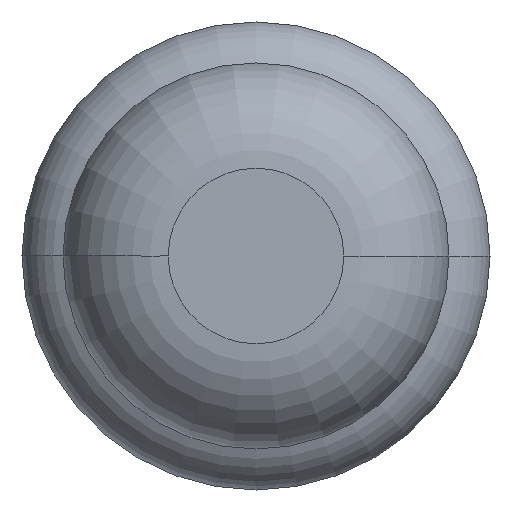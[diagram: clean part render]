
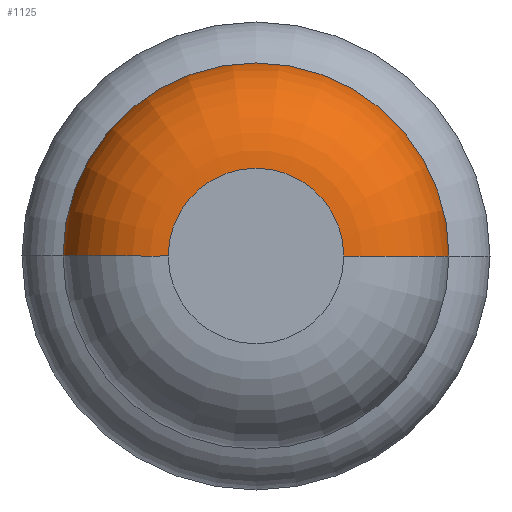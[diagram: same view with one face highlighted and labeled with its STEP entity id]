
A CAD part, front view. The second image highlights one B-rep face of the part: STEP entity #1125.
In plain terms, the highlighted toroidal (fillet/blend) face has major radius 0.375 mm and minor radius 0.45 mm.
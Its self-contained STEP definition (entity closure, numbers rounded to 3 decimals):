
#112 = DIRECTION ( 'NONE',  ( 1., 0., 0. ) ) ;
#135 = CIRCLE ( 'NONE', #1164, 0.45 ) ;
#147 = VERTEX_POINT ( 'NONE', #449 ) ;
#217 = CARTESIAN_POINT ( 'NONE',  ( 0., -31.55, 0. ) ) ;
#284 = AXIS2_PLACEMENT_3D ( 'NONE', #2473, #2180, #1222 ) ;
#293 = ORIENTED_EDGE ( 'NONE', *, *, #2615, .F. ) ;
#362 = TOROIDAL_SURFACE ( 'NONE', #2712, 0.375, 0.45 ) ;
#449 = CARTESIAN_POINT ( 'NONE',  ( 0.375, -32., 0. ) ) ;
#452 = DIRECTION ( 'NONE',  ( 0., -1., 0. ) ) ;
#592 = CARTESIAN_POINT ( 'NONE',  ( -0.825, -31.55, 0. ) ) ;
#697 = CIRCLE ( 'NONE', #284, 0.825 ) ;
#744 = VERTEX_POINT ( 'NONE', #592 ) ;
#825 = CARTESIAN_POINT ( 'NONE',  ( 0.825, -31.55, 0. ) ) ;
#1125 = ADVANCED_FACE ( 'Defeature ausgef�hrt1_8', ( #3025 ), #362, .T. ) ;
#1164 = AXIS2_PLACEMENT_3D ( 'NONE', #1329, #2866, #112 ) ;
#1222 = DIRECTION ( 'NONE',  ( 1., 0., 0. ) ) ;
#1329 = CARTESIAN_POINT ( 'NONE',  ( -0.375, -31.55, 0. ) ) ;
#1492 = CIRCLE ( 'NONE', #3681, 0.45 ) ;
#1585 = EDGE_CURVE ( 'Defeature ausgef�hrt1_8+Defeature ausgef�hrt1_9+Defeature ausgef�hrt1_9+Defeature ausgef�hrt1_9', #2792, #744, #697, .T. ) ;
#2180 = DIRECTION ( 'NONE',  ( 0., -1., 0. ) ) ;
#2473 = CARTESIAN_POINT ( 'NONE',  ( 0., -31.55, 0. ) ) ;
#2615 = EDGE_CURVE ( 'Defeature ausgef�hrt1_7+Defeature ausgef�hrt1_8+Defeature ausgef�hrt1_8+Defeature ausgef�hrt1_8', #147, #3776, #3430, .T. ) ;
#2641 = ORIENTED_EDGE ( 'NONE', *, *, #1585, .T. ) ;
#2661 = EDGE_LOOP ( 'NONE', ( #2641, #2881, #293, #3208 ) ) ;
#2689 = DIRECTION ( 'NONE',  ( 0., -1., 0. ) ) ;
#2712 = AXIS2_PLACEMENT_3D ( 'NONE', #217, #2689, #3007 ) ;
#2737 = DIRECTION ( 'NONE',  ( 0., 0., -1. ) ) ;
#2768 = CARTESIAN_POINT ( 'NONE',  ( -0.375, -32., 0. ) ) ;
#2792 = VERTEX_POINT ( 'NONE', #825 ) ;
#2866 = DIRECTION ( 'NONE',  ( 0., 0., 1. ) ) ;
#2881 = ORIENTED_EDGE ( 'NONE', *, *, #3006, .T. ) ;
#3006 = EDGE_CURVE ( 'NONE', #744, #3776, #135, .T. ) ;
#3007 = DIRECTION ( 'NONE',  ( 1., 0., 0. ) ) ;
#3025 = FACE_OUTER_BOUND ( 'NONE', #2661, .T. ) ;
#3208 = ORIENTED_EDGE ( 'NONE', *, *, #3362, .F. ) ;
#3238 = DIRECTION ( 'NONE',  ( 1., 0., 0. ) ) ;
#3245 = AXIS2_PLACEMENT_3D ( 'NONE', #3882, #452, #3238 ) ;
#3362 = EDGE_CURVE ( 'NONE', #2792, #147, #1492, .T. ) ;
#3377 = DIRECTION ( 'NONE',  ( -1., 0., 0. ) ) ;
#3421 = CARTESIAN_POINT ( 'NONE',  ( 0.375, -31.55, 0. ) ) ;
#3430 = CIRCLE ( 'NONE', #3245, 0.375 ) ;
#3681 = AXIS2_PLACEMENT_3D ( 'NONE', #3421, #2737, #3377 ) ;
#3776 = VERTEX_POINT ( 'NONE', #2768 ) ;
#3882 = CARTESIAN_POINT ( 'NONE',  ( 0., -32., 0. ) ) ;
